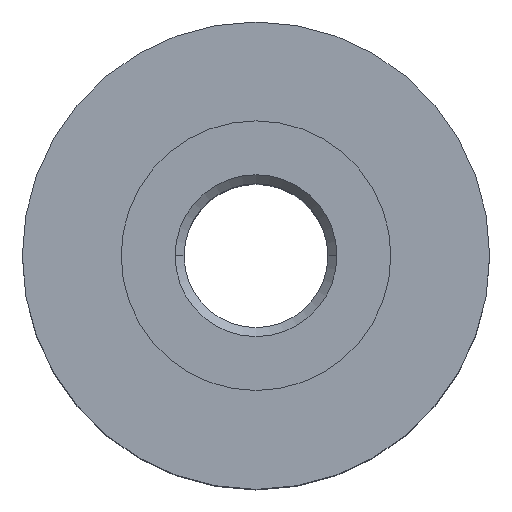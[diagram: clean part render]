
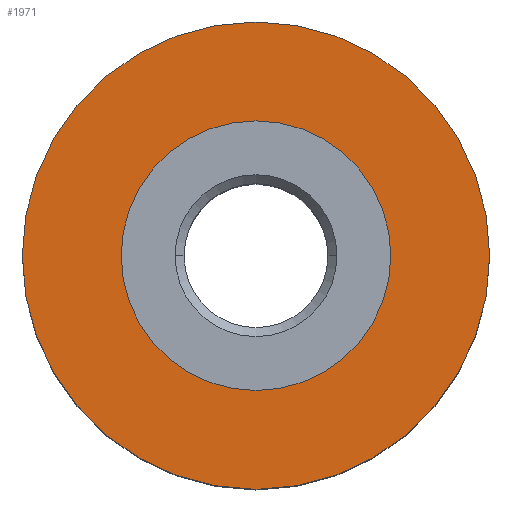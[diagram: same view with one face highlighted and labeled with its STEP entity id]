
A CAD part, top view. The second image highlights one B-rep face of the part: STEP entity #1971.
In plain terms, the highlighted planar face has unit normal (0, 0, 1).
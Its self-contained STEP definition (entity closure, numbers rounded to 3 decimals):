
#18 = AXIS2_PLACEMENT_3D ( 'NONE', #3712, #3713, #3714 ) ;
#19 = AXIS2_PLACEMENT_3D ( 'NONE', #3715, #3716, #3717 ) ;
#28 = AXIS2_PLACEMENT_3D ( 'NONE', #3758, #3759, #3760 ) ;
#278 = VERTEX_POINT ( 'NONE', #852 ) ;
#284 = VERTEX_POINT ( 'NONE', #744 ) ;
#329 = VERTEX_POINT ( 'NONE', #720 ) ;
#351 = VERTEX_POINT ( 'NONE', #733 ) ;
#540 = ORIENTED_EDGE ( 'NONE', *, *, #2797, .T. ) ;
#546 = ORIENTED_EDGE ( 'NONE', *, *, #2774, .T. ) ;
#547 = ORIENTED_EDGE ( 'NONE', *, *, #2798, .T. ) ;
#548 = ORIENTED_EDGE ( 'NONE', *, *, #2815, .T. ) ;
#654 = EDGE_LOOP ( 'NONE', ( #546, #540 ) ) ;
#704 = EDGE_LOOP ( 'NONE', ( #548, #547 ) ) ;
#720 = CARTESIAN_POINT ( 'NONE',  ( -13., 0., 10.754 ) ) ;
#733 = CARTESIAN_POINT ( 'NONE',  ( 7.5, 0., 10.754 ) ) ;
#744 = CARTESIAN_POINT ( 'NONE',  ( 13., 0., 10.754 ) ) ;
#852 = CARTESIAN_POINT ( 'NONE',  ( -7.5, 0., 10.754 ) ) ;
#1724 = DIRECTION ( 'NONE',  ( 0., 0., -1. ) ) ;
#1725 = CARTESIAN_POINT ( 'NONE',  ( 0., 13., 10.754 ) ) ;
#1727 = PLANE ( 'NONE',  #1787 ) ;
#1729 = DIRECTION ( 'NONE',  ( -1., 0., 0. ) ) ;
#1787 = AXIS2_PLACEMENT_3D ( 'NONE', #1725, #1724, #1729 ) ;
#1876 = AXIS2_PLACEMENT_3D ( 'NONE', #3975, #3976, #3977 ) ;
#1971 = ADVANCED_FACE ( 'NONE', ( #2370, #2375 ), #1727, .F. ) ;
#2370 = FACE_BOUND ( 'NONE', #704, .T. ) ;
#2375 = FACE_OUTER_BOUND ( 'NONE', #654, .T. ) ;
#2594 = CIRCLE ( 'NONE', #1876, 13. ) ;
#2774 = EDGE_CURVE ( 'NONE', #284, #329, #2594, .T. ) ;
#2797 = EDGE_CURVE ( 'NONE', #329, #284, #3073, .T. ) ;
#2798 = EDGE_CURVE ( 'NONE', #351, #278, #3075, .T. ) ;
#2815 = EDGE_CURVE ( 'NONE', #278, #351, #3098, .T. ) ;
#3073 = CIRCLE ( 'NONE', #18, 13. ) ;
#3075 = CIRCLE ( 'NONE', #19, 7.5 ) ;
#3098 = CIRCLE ( 'NONE', #28, 7.5 ) ;
#3712 = CARTESIAN_POINT ( 'NONE',  ( 0., 0., 10.754 ) ) ;
#3713 = DIRECTION ( 'NONE',  ( 0., 0., 1. ) ) ;
#3714 = DIRECTION ( 'NONE',  ( 1., 0., 0. ) ) ;
#3715 = CARTESIAN_POINT ( 'NONE',  ( 0., 0., 10.754 ) ) ;
#3716 = DIRECTION ( 'NONE',  ( 0., 0., -1. ) ) ;
#3717 = DIRECTION ( 'NONE',  ( -1., 0., 0. ) ) ;
#3758 = CARTESIAN_POINT ( 'NONE',  ( 0., 0., 10.754 ) ) ;
#3759 = DIRECTION ( 'NONE',  ( 0., 0., -1. ) ) ;
#3760 = DIRECTION ( 'NONE',  ( -1., 0., 0. ) ) ;
#3975 = CARTESIAN_POINT ( 'NONE',  ( 0., 0., 10.754 ) ) ;
#3976 = DIRECTION ( 'NONE',  ( 0., 0., 1. ) ) ;
#3977 = DIRECTION ( 'NONE',  ( 1., 0., 0. ) ) ;
